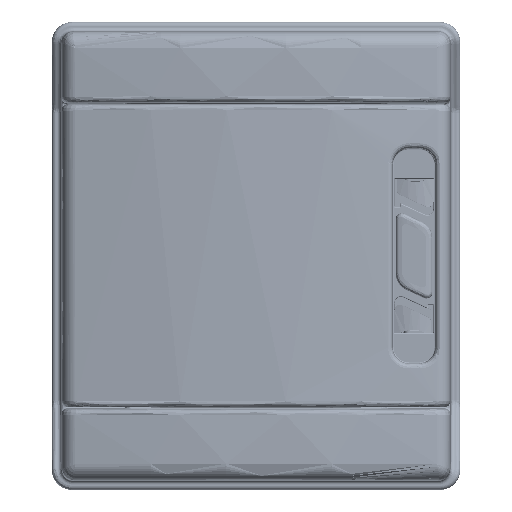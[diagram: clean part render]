
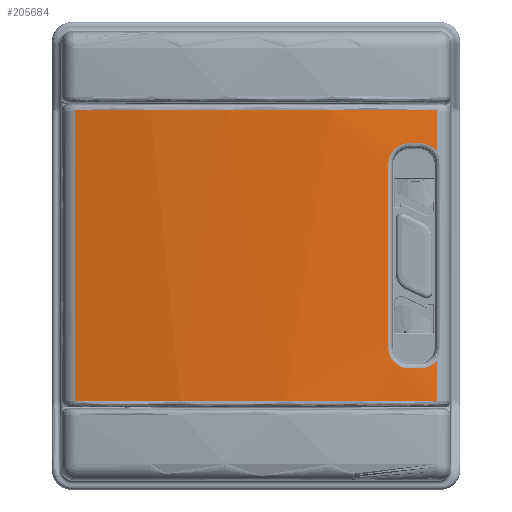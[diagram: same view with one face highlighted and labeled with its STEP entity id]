
A CAD part, top view. The second image highlights one B-rep face of the part: STEP entity #205684.
In plain terms, the highlighted cylindrical face has radius 500 mm (diameter 1000 mm), a partial arc.
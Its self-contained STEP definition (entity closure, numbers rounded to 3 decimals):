
#87324=DIRECTION('',(0.,1.,0.));
#87325=VECTOR('',#87324,143.52);
#87326=CARTESIAN_POINT('',(3569.228,444.857,129.186));
#87327=LINE('',#87326,#87325);
#88244=DIRECTION('',(0.,-1.,0.));
#88245=VECTOR('',#88244,20.08);
#88246=CARTESIAN_POINT('',(3747.516,588.377,129.186));
#88247=LINE('',#88246,#88245);
#88251=DIRECTION('',(0.,-1.,0.));
#88252=VECTOR('',#88251,20.09);
#88253=CARTESIAN_POINT('',(3747.516,464.948,129.186));
#88254=LINE('',#88253,#88252);
#88276=CARTESIAN_POINT('',(3747.516,588.377,129.186));
#88277=CARTESIAN_POINT('',(3732.819,588.417,131.849));
#88278=CARTESIAN_POINT('',(3703.184,588.477,135.857));
#88279=CARTESIAN_POINT('',(3658.372,588.507,137.866));
#88280=CARTESIAN_POINT('',(3613.56,588.477,135.857));
#88281=CARTESIAN_POINT('',(3583.925,588.417,131.849));
#88282=CARTESIAN_POINT('',(3569.228,588.377,129.186));
#88287=CARTESIAN_POINT('',(3569.228,444.857,129.186));
#88288=CARTESIAN_POINT('',(3583.925,444.818,131.849));
#88289=CARTESIAN_POINT('',(3613.56,444.758,135.857));
#88290=CARTESIAN_POINT('',(3658.372,444.728,137.866));
#88291=CARTESIAN_POINT('',(3703.184,444.758,135.857));
#88292=CARTESIAN_POINT('',(3732.819,444.818,131.849));
#88293=CARTESIAN_POINT('',(3747.516,444.857,129.186));
#88298=CARTESIAN_POINT('',(3747.516,464.948,129.186));
#88299=CARTESIAN_POINT('',(3746.979,464.285,129.283));
#88300=CARTESIAN_POINT('',(3745.812,463.16,129.493));
#88301=CARTESIAN_POINT('',(3743.122,461.549,129.965));
#88302=CARTESIAN_POINT('',(3740.86,461.048,130.348));
#88303=CARTESIAN_POINT('',(3739.351,461.043,130.596));
#88308=CARTESIAN_POINT('',(3734.149,461.031,131.421));
#88309=CARTESIAN_POINT('',(3732.897,461.028,131.613));
#88310=CARTESIAN_POINT('',(3730.2,461.496,132.016));
#88311=CARTESIAN_POINT('',(3727.207,463.353,132.438));
#88312=CARTESIAN_POINT('',(3725.294,465.617,132.698));
#88313=CARTESIAN_POINT('',(3723.969,468.119,132.876));
#88314=CARTESIAN_POINT('',(3723.571,470.186,132.928));
#88315=CARTESIAN_POINT('',(3723.571,471.501,132.928));
#88320=CARTESIAN_POINT('',(3723.571,561.744,132.928));
#88321=CARTESIAN_POINT('',(3723.571,562.987,132.928));
#88322=CARTESIAN_POINT('',(3724.055,565.663,132.864));
#88323=CARTESIAN_POINT('',(3726.243,569.119,132.572));
#88324=CARTESIAN_POINT('',(3729.801,571.616,132.074));
#88325=CARTESIAN_POINT('',(3732.64,572.22,131.653));
#88326=CARTESIAN_POINT('',(3734.149,572.216,131.421));
#88331=CARTESIAN_POINT('',(3739.351,572.204,130.596));
#88332=CARTESIAN_POINT('',(3740.889,572.2,130.343));
#88333=CARTESIAN_POINT('',(3743.278,571.657,129.939));
#88334=CARTESIAN_POINT('',(3745.937,569.984,129.471));
#88335=CARTESIAN_POINT('',(3747.061,568.86,129.268));
#88336=CARTESIAN_POINT('',(3747.516,568.297,129.186));
#88341=CARTESIAN_POINT('',(3569.228,444.857,129.186));
#88352=CARTESIAN_POINT('',(3747.516,444.857,129.186));
#88396=CARTESIAN_POINT('',(3739.351,572.204,130.596));
#88414=CARTESIAN_POINT('',(3747.516,568.297,129.186));
#88419=CARTESIAN_POINT('',(3734.149,572.216,131.421));
#88430=CARTESIAN_POINT('',(3739.351,572.204,130.596));
#88431=CARTESIAN_POINT('',(3737.618,572.209,130.88));
#88432=CARTESIAN_POINT('',(3735.884,572.211,131.155));
#88433=CARTESIAN_POINT('',(3734.149,572.216,131.421));
#88446=DIRECTION('',(0.,-1.,0.));
#88447=VECTOR('',#88446,90.242);
#88448=CARTESIAN_POINT('',(3723.571,561.744,132.928));
#88449=LINE('',#88448,#88447);
#88453=CARTESIAN_POINT('',(3734.149,461.031,131.421));
#88472=CARTESIAN_POINT('',(3739.351,461.043,130.596));
#88483=CARTESIAN_POINT('',(3734.149,461.031,131.421));
#88484=CARTESIAN_POINT('',(3735.884,461.036,131.155));
#88485=CARTESIAN_POINT('',(3737.618,461.038,130.88));
#88486=CARTESIAN_POINT('',(3739.351,461.043,130.596));
#109749=VERTEX_POINT('',#88472);
#109750=VERTEX_POINT('',#88453);
#109751=CARTESIAN_POINT('',(3723.571,471.501,
132.928));
#109752=VERTEX_POINT('',#109751);
#109753=CARTESIAN_POINT('',(3723.571,561.744,
132.928));
#109754=VERTEX_POINT('',#109753);
#109755=VERTEX_POINT('',#88419);
#109756=VERTEX_POINT('',#88396);
#109759=VERTEX_POINT('',#88414);
#109762=VERTEX_POINT('',#88298);
#109763=VERTEX_POINT('',#88352);
#109785=VERTEX_POINT('',#88341);
#109786=VERTEX_POINT('',#88276);
#109787=VERTEX_POINT('',#88282);
#205657=CARTESIAN_POINT('',(3658.372,535.994,
-362.803));
#205658=DIRECTION('',(0.,1.,0.));
#205659=DIRECTION('',(-0.191,0.,0.982));
#205660=AXIS2_PLACEMENT_3D('',#205657,#205658,#205659);
#205661=CYLINDRICAL_SURFACE('',#205660,500.);
#205662=ORIENTED_EDGE('',*,*,#205572,.T.);
#205663=ORIENTED_EDGE('',*,*,#204485,.F.);
#205665=ORIENTED_EDGE('',*,*,#205664,.T.);
#205666=ORIENTED_EDGE('',*,*,#205642,.F.);
#205668=ORIENTED_EDGE('',*,*,#205667,.T.);
#205670=ORIENTED_EDGE('',*,*,#205669,.F.);
#205672=ORIENTED_EDGE('',*,*,#205671,.T.);
#205674=ORIENTED_EDGE('',*,*,#205673,.F.);
#205676=ORIENTED_EDGE('',*,*,#205675,.T.);
#205678=ORIENTED_EDGE('',*,*,#205677,.F.);
#205680=ORIENTED_EDGE('',*,*,#205679,.T.);
#205681=ORIENTED_EDGE('',*,*,#205634,.F.);
#205682=EDGE_LOOP('',(#205662,#205663,#205665,#205666,#205668,#205670,#205672,
#205674,#205676,#205678,#205680,#205681));
#205683=FACE_OUTER_BOUND('',#205682,.F.);
#88283=B_SPLINE_CURVE_WITH_KNOTS('',3,(#88276,#88277,#88278,#88279,#88280,
#88281,#88282),.UNSPECIFIED.,.F.,.F.,(4,1,1,1,4),(0.,0.25,
0.5,0.75,1.),.UNSPECIFIED.);
#88294=B_SPLINE_CURVE_WITH_KNOTS('',3,(#88287,#88288,#88289,#88290,#88291,
#88292,#88293),.UNSPECIFIED.,.F.,.F.,(4,1,1,1,4),(0.,0.25,
0.5,0.75,1.),.UNSPECIFIED.);
#88304=B_SPLINE_CURVE_WITH_KNOTS('',3,(#88298,#88299,#88300,#88301,#88302,
#88303),.UNSPECIFIED.,.F.,.F.,(4,1,1,4),(0.,0.273,
0.515,1.),.UNSPECIFIED.);
#88316=B_SPLINE_CURVE_WITH_KNOTS('',3,(#88308,#88309,#88310,#88311,#88312,
#88313,#88314,#88315),.UNSPECIFIED.,.F.,.F.,(4,1,1,1,1,4),(0.,
0.228,0.49,0.626,0.762,1.),
.UNSPECIFIED.);
#88327=B_SPLINE_CURVE_WITH_KNOTS('',3,(#88320,#88321,#88322,#88323,#88324,
#88325,#88326),.UNSPECIFIED.,.F.,.F.,(4,1,1,1,4),(0.,0.225,
0.484,0.725,1.),.UNSPECIFIED.);
#88337=B_SPLINE_CURVE_WITH_KNOTS('',3,(#88331,#88332,#88333,#88334,#88335,
#88336),.UNSPECIFIED.,.F.,.F.,(4,1,1,4),(0.,0.494,
0.769,1.),.UNSPECIFIED.);
#88434=B_SPLINE_CURVE_WITH_KNOTS('',3,(#88430,#88431,#88432,#88433),
.UNSPECIFIED.,.F.,.F.,(4,4),(0.,1.),.UNSPECIFIED.);
#88487=B_SPLINE_CURVE_WITH_KNOTS('',3,(#88483,#88484,#88485,#88486),
.UNSPECIFIED.,.F.,.F.,(4,4),(0.,1.),.UNSPECIFIED.);
#204485=EDGE_CURVE('',#109785,#109787,#87327,.T.);
#205572=EDGE_CURVE('',#109786,#109787,#88283,.T.);
#205634=EDGE_CURVE('',#109786,#109759,#88247,.T.);
#205642=EDGE_CURVE('',#109762,#109763,#88254,.T.);
#205664=EDGE_CURVE('',#109785,#109763,#88294,.T.);
#205667=EDGE_CURVE('',#109762,#109749,#88304,.T.);
#205669=EDGE_CURVE('',#109750,#109749,#88487,.T.);
#205671=EDGE_CURVE('',#109750,#109752,#88316,.T.);
#205673=EDGE_CURVE('',#109754,#109752,#88449,.T.);
#205675=EDGE_CURVE('',#109754,#109755,#88327,.T.);
#205677=EDGE_CURVE('',#109756,#109755,#88434,.T.);
#205679=EDGE_CURVE('',#109756,#109759,#88337,.T.);
#205684=ADVANCED_FACE('',(#205683),#205661,.F.);
